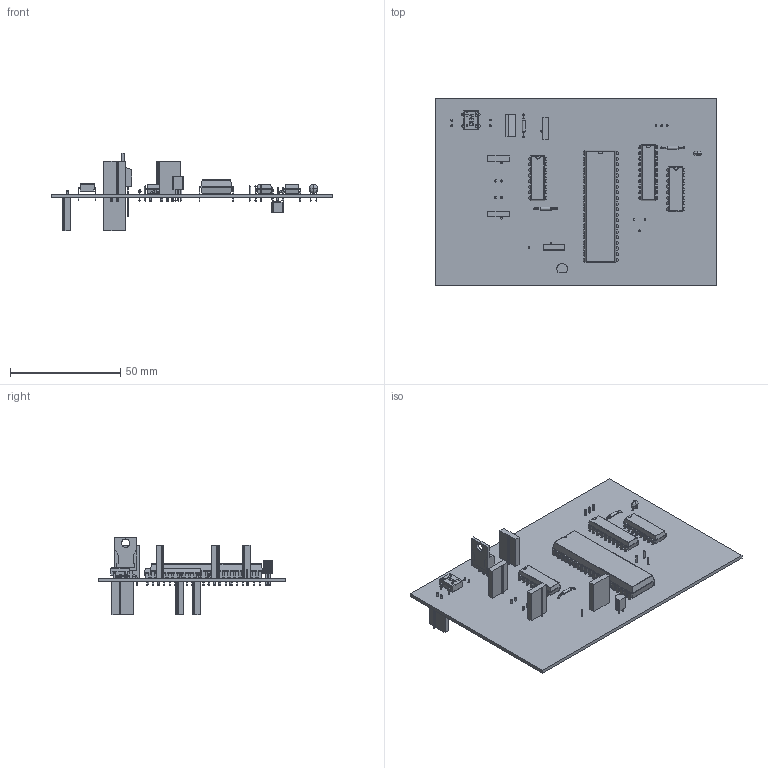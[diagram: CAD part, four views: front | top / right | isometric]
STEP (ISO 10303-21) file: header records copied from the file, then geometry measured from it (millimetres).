
FILE_DESCRIPTION(('PCB Model'),'2;1');
FILE_NAME('FOR PCB.STEP','2021-06-07T21:56:49',('ACER'),('Unspecified'), 'Open CASCADE STEP processor 6.8','Proteus','Unknown');
FILE_SCHEMA(('CONFIG_CONTROL_DESIGN','SHAPE_APPEARANCE_LAYER_MIM'));
Length unit declared in the file: millimetre
Products named in the file (58): Open CASCADE STEP translator 6.8 1; Layer_1; TRANSFORMER; Open CASCADE STEP translator 6.8 1.2.1; Body_1; Pin_1; Pin_2; BRIDGE; Open CASCADE STEP translator 6.8 1.3.1; C2; Open CASCADE STEP translator 6.8 1.4.1; 7805; Open CASCADE STEP translator 6.8 1.5.1; R2; Open CASCADE STEP translator 6.8 1.6.1; LED; 8051; Open CASCADE STEP translator 6.8 1.8.1; ADC0804; Open CASCADE STEP translator 6.8 1.9.1; LM35; Open CASCADE STEP translator 6.8 1.10.1; RN1; Open CASCADE STEP translator 6.8 1.11.1; POT_GND; Open CASCADE STEP translator 6.8 1.12.1; POT_IN; POT_VAR; RN2; Open CASCADE STEP translator 6.8 1.15.1; R7; R1; C1; BUZZER; Q1; Open CASCADE STEP translator 6.8 1.20.1; Pin_3; BUZZER_INPUT; SET; INC ...
Assembly tree (70 placements, depth 4):
  Open CASCADE STEP translator 6.8 1
    Layer_1
    TRANSFORMER
      Open CASCADE STEP translator 6.8 1.2.1
        Body_1
        Pin_1
        Pin_2
    BRIDGE
      Open CASCADE STEP translator 6.8 1.3.1
        Body_1
    C2
      Open CASCADE STEP translator 6.8 1.4.1
        Body_1
        Pin_1
        Pin_2
    7805
      Open CASCADE STEP translator 6.8 1.5.1
        Body_1
    R2
      Open CASCADE STEP translator 6.8 1.6.1
        Body_1
        Pin_1
        Pin_2
    LED
      Open CASCADE STEP translator 6.8 1.2.1
        Body_1
        Pin_1
        Pin_2
    8051
      Open CASCADE STEP translator 6.8 1.8.1
        Body_1
    ADC0804
      Open CASCADE STEP translator 6.8 1.9.1
        Body_1
    LM35
      Open CASCADE STEP translator 6.8 1.10.1
        Body_1
    RN1
      Open CASCADE STEP translator 6.8 1.11.1
        Body_1
    POT_GND
      Open CASCADE STEP translator 6.8 1.12.1
        Pin_1
    POT_IN
      Open CASCADE STEP translator 6.8 1.12.1
        Pin_1
    POT_VAR
      Open CASCADE STEP translator 6.8 1.12.1
        Pin_1
    RN2
      Open CASCADE STEP translator 6.8 1.15.1
        Body_1
    R7
      Open CASCADE STEP translator 6.8 1.6.1
        Body_1
        Pin_1
        Pin_2
    R1
      Open CASCADE STEP translator 6.8 1.6.1
        Body_1
Bounding box: 127.5 x 85 x 35.23 mm (x, y, z)
Volume: 27144.8 mm3; surface area: 32867.2 mm2
Topology: 59 solids, 59 shells, 2561 faces, 6878 edges, 4304 vertices
Faces by surface type: plane 1753, cylinder 598, sphere 129, bspline 63, torus 12, extrusion 6
Entity records: 79205 total; most frequent: CARTESIAN_POINT 12780, ORIENTED_EDGE 10614, DIRECTION 9958, EDGE_CURVE 5307, VECTOR 4034, LINE 4032, VERTEX_POINT 3404, AXIS2_PLACEMENT_3D 2962
